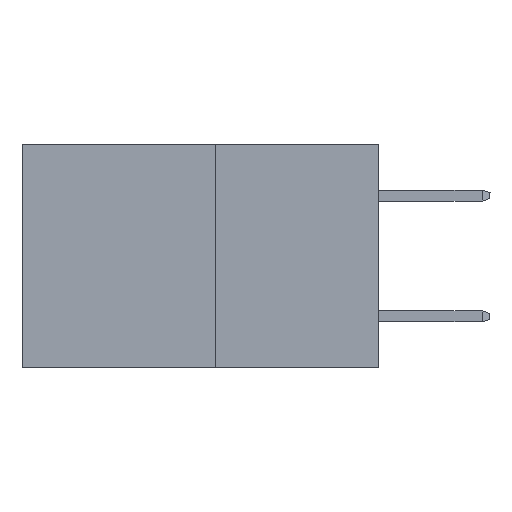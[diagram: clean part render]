
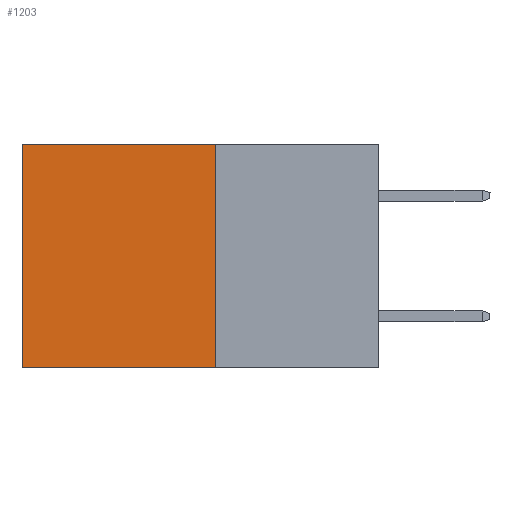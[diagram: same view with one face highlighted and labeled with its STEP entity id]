
A CAD part, left-side view. The second image highlights one B-rep face of the part: STEP entity #1203.
In plain terms, the highlighted planar face has unit normal (-1, 0, 0).
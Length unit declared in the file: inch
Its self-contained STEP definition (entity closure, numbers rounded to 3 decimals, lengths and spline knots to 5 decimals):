
#108 = CARTESIAN_POINT ( 'NONE',  ( 0.277, 0.27, -0.37 ) ) ;
#366 = VECTOR ( 'NONE', #4388, 39.37008 ) ;
#596 = EDGE_CURVE ( 'NONE', #2691, #3335, #1035, .T. ) ;
#622 = VECTOR ( 'NONE', #2380, 39.37008 ) ;
#688 = CARTESIAN_POINT ( 'NONE',  ( 0.277, 0.27, -0.37 ) ) ;
#867 = PLANE ( 'NONE',  #6176 ) ;
#1035 = LINE ( 'NONE', #4308, #9042 ) ;
#1148 = EDGE_LOOP ( 'NONE', ( #4984, #4498, #2520, #2513 ) ) ;
#1203 = ADVANCED_FACE ( 'NONE', ( #3552 ), #867, .F. ) ;
#1734 = EDGE_CURVE ( 'NONE', #9160, #3335, #6380, .T. ) ;
#2151 = EDGE_CURVE ( 'NONE', #3162, #9160, #6601, .T. ) ;
#2380 = DIRECTION ( 'NONE',  ( 0., 0., -1. ) ) ;
#2513 = ORIENTED_EDGE ( 'NONE', *, *, #2151, .T. ) ;
#2520 = ORIENTED_EDGE ( 'NONE', *, *, #6849, .F. ) ;
#2691 = VERTEX_POINT ( 'NONE', #9962 ) ;
#3162 = VERTEX_POINT ( 'NONE', #6813 ) ;
#3335 = VERTEX_POINT ( 'NONE', #5344 ) ;
#3552 = FACE_OUTER_BOUND ( 'NONE', #1148, .T. ) ;
#3845 = CARTESIAN_POINT ( 'NONE',  ( 0.277, 0.59, 0. ) ) ;
#4308 = CARTESIAN_POINT ( 'NONE',  ( 0.277, 0.27, -0.37 ) ) ;
#4388 = DIRECTION ( 'NONE',  ( 0., 1., 0. ) ) ;
#4498 = ORIENTED_EDGE ( 'NONE', *, *, #596, .F. ) ;
#4984 = ORIENTED_EDGE ( 'NONE', *, *, #1734, .T. ) ;
#5236 = VECTOR ( 'NONE', #6559, 39.37008 ) ;
#5344 = CARTESIAN_POINT ( 'NONE',  ( 0.277, 0.59, -0.37 ) ) ;
#6176 = AXIS2_PLACEMENT_3D ( 'NONE', #688, #6181, #6805 ) ;
#6181 = DIRECTION ( 'NONE',  ( 1., 0., 0. ) ) ;
#6380 = LINE ( 'NONE', #7056, #622 ) ;
#6550 = DIRECTION ( 'NONE',  ( 0., 1., 0. ) ) ;
#6559 = DIRECTION ( 'NONE',  ( 0., 0., -1. ) ) ;
#6601 = LINE ( 'NONE', #6679, #366 ) ;
#6679 = CARTESIAN_POINT ( 'NONE',  ( 0.277, 0.27, 0. ) ) ;
#6805 = DIRECTION ( 'NONE',  ( 0., 0., -1. ) ) ;
#6813 = CARTESIAN_POINT ( 'NONE',  ( 0.277, 0.27, 0. ) ) ;
#6849 = EDGE_CURVE ( 'NONE', #3162, #2691, #9300, .T. ) ;
#7056 = CARTESIAN_POINT ( 'NONE',  ( 0.277, 0.59, -0.37 ) ) ;
#9042 = VECTOR ( 'NONE', #6550, 39.37008 ) ;
#9160 = VERTEX_POINT ( 'NONE', #3845 ) ;
#9300 = LINE ( 'NONE', #108, #5236 ) ;
#9962 = CARTESIAN_POINT ( 'NONE',  ( 0.277, 0.27, -0.37 ) ) ;
